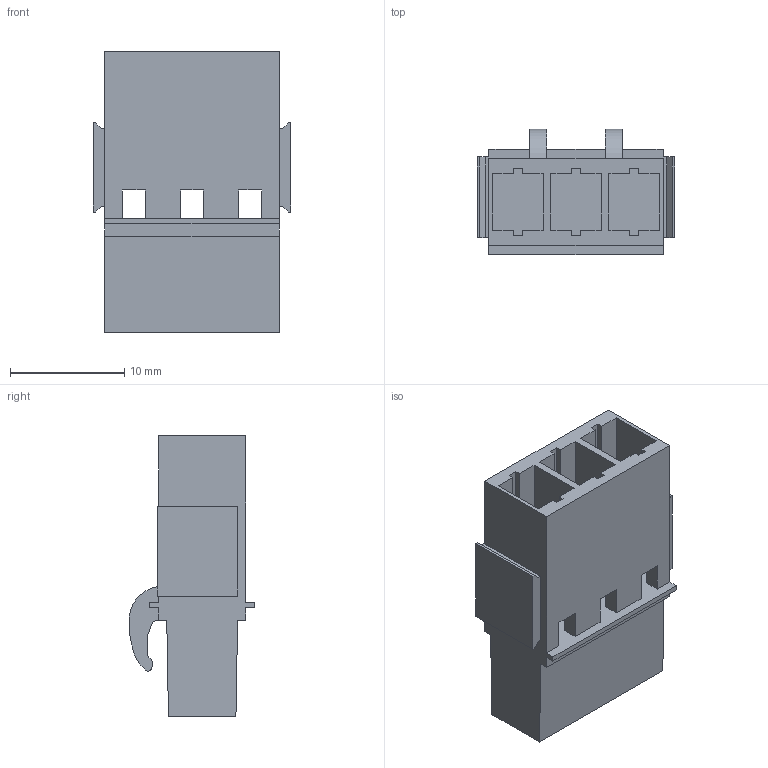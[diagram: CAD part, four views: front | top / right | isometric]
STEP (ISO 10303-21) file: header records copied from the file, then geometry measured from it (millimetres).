
FILE_DESCRIPTION(('CATIA V5 STEP Exchange','CAx-IF Rec.Pracs.--- Model Styling and Organization---1.4--- 2014-01-23'),'2;1');
FILE_NAME ('D1489852_0_1712120000_1712120000.stp','2021-06-16T09:25:09+00:00',('none'),('Weidmueller'),'CATIA Version 5-6 Release 2016 SP3 HF44','CATIA V5 STEP AP214','none');
FILE_SCHEMA(('AUTOMOTIVE_DESIGN { 1 0 10303 214 1 1 1 1 }'));
Length unit declared in the file: millimetre
Products named in the file (1): 1712120000
Bounding box: 17.24 x 11 x 24.55 mm (x, y, z)
Volume: 1698.5 mm3; surface area: 2495.6 mm2
Topology: 1 solids, 1 shells, 148 faces, 444 edges, 292 vertices
Faces by surface type: plane 118, cylinder 24, cone 6
Entity records: 4883 total; most frequent: CARTESIAN_POINT 951, ORIENTED_EDGE 888, DIRECTION 609, EDGE_CURVE 444, VECTOR 390, LINE 390, VERTEX_POINT 292, EDGE_LOOP 154
